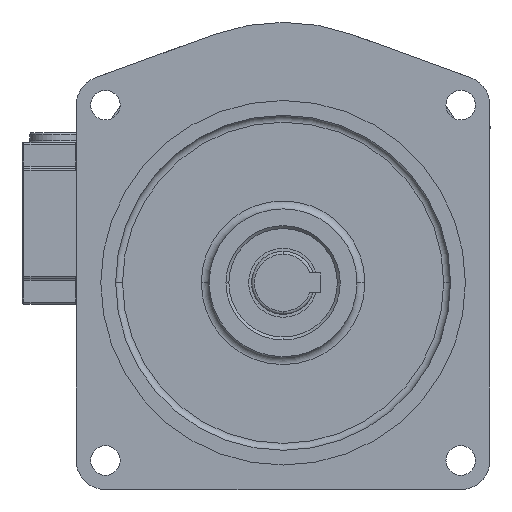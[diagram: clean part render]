
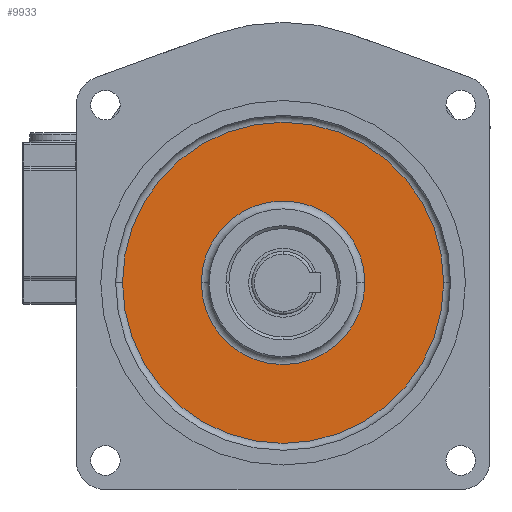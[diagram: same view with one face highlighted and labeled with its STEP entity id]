
A CAD part, front view. The second image highlights one B-rep face of the part: STEP entity #9933.
In plain terms, the highlighted planar face has unit normal (0, -1, 0).
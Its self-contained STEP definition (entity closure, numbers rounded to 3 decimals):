
#973 = FACE_OUTER_BOUND ( 'NONE', #23399, .T. ) ;
#1905 = ORIENTED_EDGE ( 'NONE', *, *, #40174, .T. ) ;
#3353 = VERTEX_POINT ( 'NONE', #42637 ) ;
#5516 = AXIS2_PLACEMENT_3D ( 'NONE', #36724, #10595, #23388 ) ;
#7525 = DIRECTION ( 'NONE',  ( 0., -1., 0. ) ) ;
#9933 = ADVANCED_FACE ( 'NONE', ( #973, #53785 ), #40166, .T. ) ;
#10595 = DIRECTION ( 'NONE',  ( 0., -1., 0. ) ) ;
#12078 = DIRECTION ( 'NONE',  ( 1., 0., 0.013 ) ) ;
#12132 = ORIENTED_EDGE ( 'NONE', *, *, #20199, .F. ) ;
#14143 = DIRECTION ( 'NONE',  ( -1., 0., -0.013 ) ) ;
#18672 = DIRECTION ( 'NONE',  ( -1., 0., 0.006 ) ) ;
#18998 = EDGE_LOOP ( 'NONE', ( #23575, #12132 ) ) ;
#19137 = DIRECTION ( 'NONE',  ( 0., -1., 0. ) ) ;
#20199 = EDGE_CURVE ( 'NONE', #33450, #26225, #44767, .T. ) ;
#22334 = VERTEX_POINT ( 'NONE', #48090 ) ;
#23275 = CIRCLE ( 'NONE', #52309, 81.5 ) ;
#23388 = DIRECTION ( 'NONE',  ( 1., 0., -0.006 ) ) ;
#23399 = EDGE_LOOP ( 'NONE', ( #1905, #48676 ) ) ;
#23409 = DIRECTION ( 'NONE',  ( 0., 0., -1. ) ) ;
#23575 = ORIENTED_EDGE ( 'NONE', *, *, #33272, .F. ) ;
#26225 = VERTEX_POINT ( 'NONE', #44546 ) ;
#27682 = CARTESIAN_POINT ( 'NONE',  ( 0., -8., 0. ) ) ;
#28020 = AXIS2_PLACEMENT_3D ( 'NONE', #27682, #19137, #23409 ) ;
#30220 = EDGE_CURVE ( 'NONE', #22334, #3353, #35504, .T. ) ;
#32308 = DIRECTION ( 'NONE',  ( 0., -1., 0. ) ) ;
#33272 = EDGE_CURVE ( 'NONE', #26225, #33450, #35741, .T. ) ;
#33450 = VERTEX_POINT ( 'NONE', #38232 ) ;
#35504 = CIRCLE ( 'NONE', #5516, 81.5 ) ;
#35741 = CIRCLE ( 'NONE', #44826, 41.5 ) ;
#36724 = CARTESIAN_POINT ( 'NONE',  ( 0., -8., -30.2 ) ) ;
#38232 = CARTESIAN_POINT ( 'NONE',  ( 41.5, -8., -30.223 ) ) ;
#40166 = PLANE ( 'NONE',  #28020 ) ;
#40174 = EDGE_CURVE ( 'NONE', #3353, #22334, #23275, .T. ) ;
#42637 = CARTESIAN_POINT ( 'NONE',  ( 81.5, -8., -30.2 ) ) ;
#44527 = CARTESIAN_POINT ( 'NONE',  ( 0., -8., -30.2 ) ) ;
#44546 = CARTESIAN_POINT ( 'NONE',  ( -41.5, -8., -30.177 ) ) ;
#44767 = CIRCLE ( 'NONE', #46587, 41.5 ) ;
#44826 = AXIS2_PLACEMENT_3D ( 'NONE', #49333, #32308, #14143 ) ;
#46587 = AXIS2_PLACEMENT_3D ( 'NONE', #47305, #7525, #12078 ) ;
#47305 = CARTESIAN_POINT ( 'NONE',  ( 0., -8., -30.2 ) ) ;
#48090 = CARTESIAN_POINT ( 'NONE',  ( -81.5, -8., -30.2 ) ) ;
#48676 = ORIENTED_EDGE ( 'NONE', *, *, #30220, .T. ) ;
#49333 = CARTESIAN_POINT ( 'NONE',  ( 0., -8., -30.2 ) ) ;
#52309 = AXIS2_PLACEMENT_3D ( 'NONE', #44527, #52490, #18672 ) ;
#52490 = DIRECTION ( 'NONE',  ( 0., -1., 0. ) ) ;
#53785 = FACE_BOUND ( 'NONE', #18998, .T. ) ;
